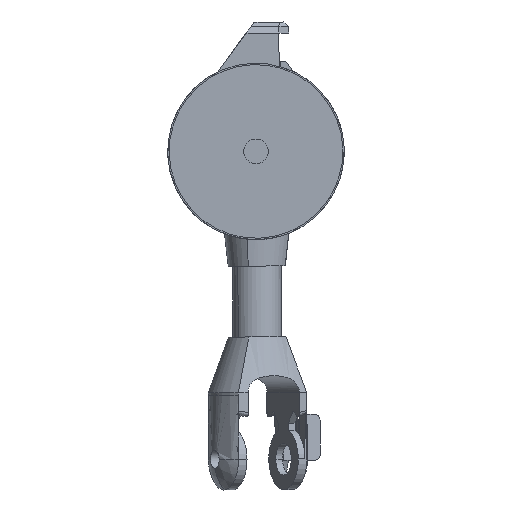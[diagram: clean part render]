
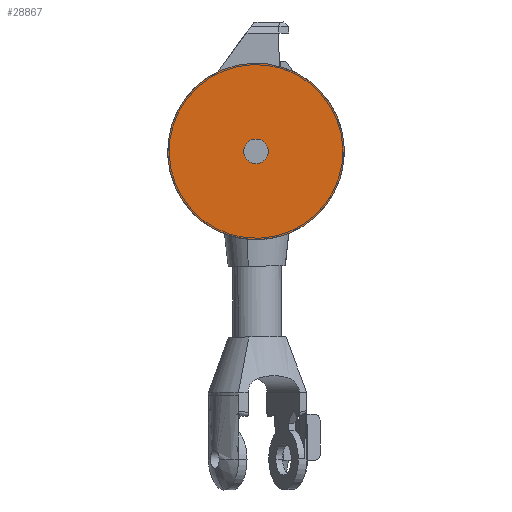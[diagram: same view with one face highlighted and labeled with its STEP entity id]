
A CAD part, front view. The second image highlights one B-rep face of the part: STEP entity #28867.
In plain terms, the highlighted planar face has unit normal (0, -1, 0).
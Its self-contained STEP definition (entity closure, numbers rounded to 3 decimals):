
#70 = PLANE ( 'NONE',  #19677 ) ;
#1417 = ORIENTED_EDGE ( 'NONE', *, *, #21731, .F. ) ;
#2757 = DIRECTION ( 'NONE',  ( 0., -1., 0. ) ) ;
#2764 = CIRCLE ( 'NONE', #6162, 8.867 ) ;
#2966 = DIRECTION ( 'NONE',  ( -0.039, 0., 0.999 ) ) ;
#3424 = DIRECTION ( 'NONE',  ( -0.039, 0., 0.999 ) ) ;
#4365 = DIRECTION ( 'NONE',  ( 1., 0., 0. ) ) ;
#5371 = ORIENTED_EDGE ( 'NONE', *, *, #9504, .T. ) ;
#5629 = VERTEX_POINT ( 'NONE', #12819 ) ;
#6162 = AXIS2_PLACEMENT_3D ( 'NONE', #13945, #2757, #11973 ) ;
#6585 = DIRECTION ( 'NONE',  ( -0.039, 0., 0.999 ) ) ;
#8972 = EDGE_LOOP ( 'NONE', ( #5371, #11612 ) ) ;
#9504 = EDGE_CURVE ( 'NONE', #16573, #5629, #10368, .T. ) ;
#10083 = CIRCLE ( 'NONE', #13938, 8.867 ) ;
#10368 = CIRCLE ( 'NONE', #27246, 63.5 ) ;
#11399 = FACE_OUTER_BOUND ( 'NONE', #8972, .T. ) ;
#11612 = ORIENTED_EDGE ( 'NONE', *, *, #28317, .T. ) ;
#11973 = DIRECTION ( 'NONE',  ( 1., 0., 0. ) ) ;
#11984 = EDGE_CURVE ( 'NONE', #14662, #21616, #2764, .T. ) ;
#12395 = CIRCLE ( 'NONE', #24971, 63.5 ) ;
#12819 = CARTESIAN_POINT ( 'NONE',  ( -85.004, 88., 6.549 ) ) ;
#13938 = AXIS2_PLACEMENT_3D ( 'NONE', #15364, #27464, #4365 ) ;
#13945 = CARTESIAN_POINT ( 'NONE',  ( -87.5, 88., 70. ) ) ;
#14283 = DIRECTION ( 'NONE',  ( 0., -1., 0. ) ) ;
#14644 = CARTESIAN_POINT ( 'NONE',  ( -89.996, 88., 133.451 ) ) ;
#14662 = VERTEX_POINT ( 'NONE', #19997 ) ;
#15364 = CARTESIAN_POINT ( 'NONE',  ( -87.5, 88., 70. ) ) ;
#16261 = CARTESIAN_POINT ( 'NONE',  ( -87.5, 88., 70. ) ) ;
#16573 = VERTEX_POINT ( 'NONE', #14644 ) ;
#16996 = CARTESIAN_POINT ( 'NONE',  ( -87.5, 88., 70. ) ) ;
#17388 = EDGE_LOOP ( 'NONE', ( #1417, #26749 ) ) ;
#19677 = AXIS2_PLACEMENT_3D ( 'NONE', #20596, #20895, #6585 ) ;
#19997 = CARTESIAN_POINT ( 'NONE',  ( -96.367, 88., 70. ) ) ;
#20596 = CARTESIAN_POINT ( 'NONE',  ( -87.5, 88., 70. ) ) ;
#20895 = DIRECTION ( 'NONE',  ( 0., -1., 0. ) ) ;
#21616 = VERTEX_POINT ( 'NONE', #24305 ) ;
#21731 = EDGE_CURVE ( 'NONE', #21616, #14662, #10083, .T. ) ;
#23970 = DIRECTION ( 'NONE',  ( 0., -1., 0. ) ) ;
#24305 = CARTESIAN_POINT ( 'NONE',  ( -78.633, 88., 70. ) ) ;
#24971 = AXIS2_PLACEMENT_3D ( 'NONE', #16261, #14283, #2966 ) ;
#26749 = ORIENTED_EDGE ( 'NONE', *, *, #11984, .F. ) ;
#27246 = AXIS2_PLACEMENT_3D ( 'NONE', #16996, #23970, #3424 ) ;
#27464 = DIRECTION ( 'NONE',  ( 0., -1., 0. ) ) ;
#27858 = FACE_BOUND ( 'NONE', #17388, .T. ) ;
#28317 = EDGE_CURVE ( 'NONE', #5629, #16573, #12395, .T. ) ;
#28867 = ADVANCED_FACE ( 'NONE', ( #27858, #11399 ), #70, .T. ) ;
